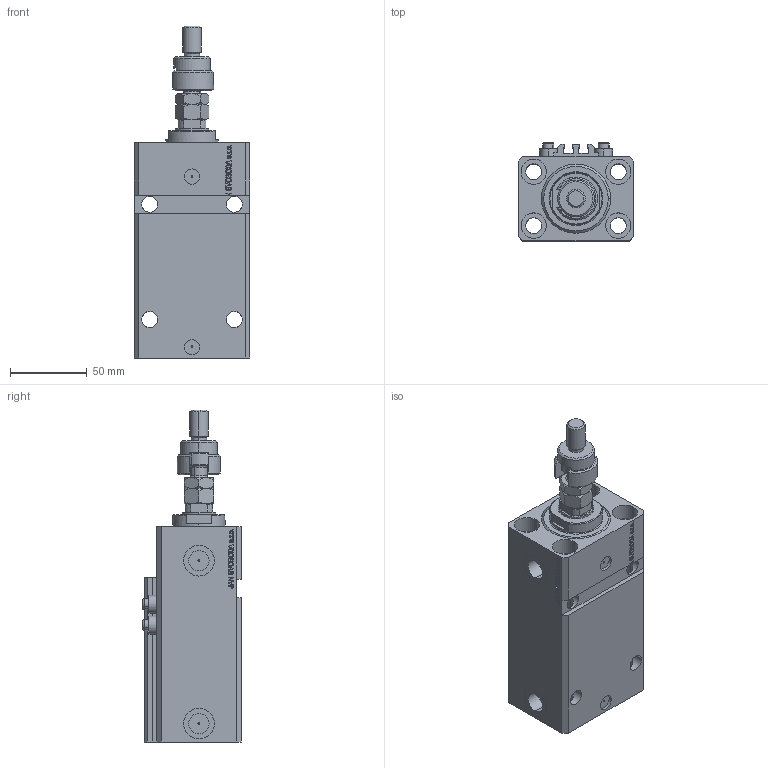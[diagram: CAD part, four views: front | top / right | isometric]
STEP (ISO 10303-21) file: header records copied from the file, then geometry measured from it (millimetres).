
FILE_DESCRIPTION (( 'STEP AP203' ), '1' );
FILE_NAME ('2249.STEP', '2023-10-07T19:12:57', ( '' ), ( '' ), 'SwSTEP 2.0', 'SolidWorks 2019', '' );
FILE_SCHEMA (( 'CONFIG_CONTROL_DESIGN' ));
Length unit declared in the file: millimetre
Products named in the file (8): V250CE_E_Body 81e1acda07622d7595cba7681c8265d0; FEMALE_PART_FOR_DFA 81e1acda07622d7595cba7681c8265d0; V250CE_VC_E 81e1acda07622d7595cba7681c8265d0; ALLEN BOLT V250CE 81e1acda07622d7595cba7681c8265d0; MFA 81e1acda07622d7595cba7681c8265d0; V250CE_C_VCP 81e1acda07622d7595cba7681c8265d0; 2249; DFA 81e1acda07622d7595cba7681c8265d0
Assembly tree (10 placements, depth 3):
  2249
    V250CE_E_Body 81e1acda07622d7595cba7681c8265d0
    ALLEN BOLT V250CE 81e1acda07622d7595cba7681c8265d0  x4
    V250CE_C_VCP 81e1acda07622d7595cba7681c8265d0
    V250CE_VC_E 81e1acda07622d7595cba7681c8265d0
    DFA 81e1acda07622d7595cba7681c8265d0
      FEMALE_PART_FOR_DFA 81e1acda07622d7595cba7681c8265d0
      MFA 81e1acda07622d7595cba7681c8265d0
Bounding box: 75 x 64 x 216 mm (x, y, z)
Volume: 499479.1 mm3; surface area: 123573.1 mm2
Topology: 10 solids, 10 shells, 1185 faces, 2930 edges, 1875 vertices
Faces by surface type: plane 546, bspline 354, cylinder 171, cone 96, torus 18
Entity records: 50693 total; most frequent: CARTESIAN_POINT 25673, ORIENTED_EDGE 5550, DIRECTION 3811, EDGE_CURVE 2775, VERTEX_POINT 1791, LINE 1613, VECTOR 1613, EDGE_LOOP 1254
